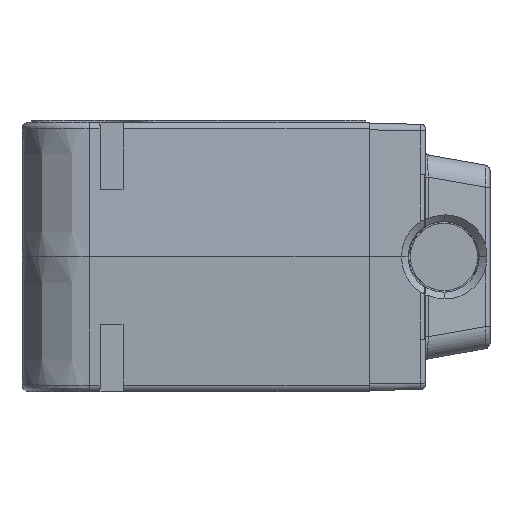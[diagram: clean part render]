
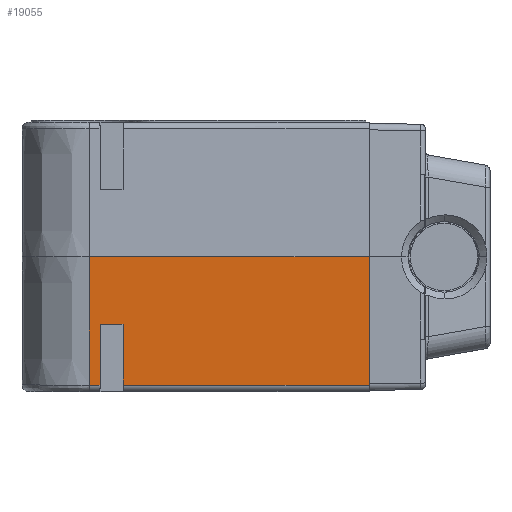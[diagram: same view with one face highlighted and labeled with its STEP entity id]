
A CAD part, left-side view. The second image highlights one B-rep face of the part: STEP entity #19055.
In plain terms, the highlighted planar face has unit normal (-0.999, 0, -0.035).
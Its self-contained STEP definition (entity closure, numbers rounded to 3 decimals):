
#270=DIRECTION('',(-0.035,0.,0.999));
#271=VECTOR('',#270,0.05);
#272=CARTESIAN_POINT('',(0.199,0.,-5.71));
#273=LINE('',#272,#271);
#335=DIRECTION('',(0.035,0.,-0.999));
#336=VECTOR('',#335,5.664);
#337=CARTESIAN_POINT('',(0.,0.,0.));
#338=LINE('',#337,#336);
#339=DIRECTION('',(0.,1.,0.));
#340=VECTOR('',#339,10.946);
#341=CARTESIAN_POINT('',(0.199,0.,-5.71));
#342=LINE('',#341,#340);
#343=DIRECTION('',(-0.035,0.009,0.999));
#344=VECTOR('',#343,2.712);
#345=CARTESIAN_POINT('',(0.199,10.946,-5.71));
#346=LINE('',#345,#344);
#347=DIRECTION('',(0.,1.,0.));
#348=VECTOR('',#347,1.);
#349=CARTESIAN_POINT('',(0.105,10.97,-3.));
#350=LINE('',#349,#348);
#351=DIRECTION('',(-0.035,-0.009,0.999));
#352=VECTOR('',#351,2.712);
#353=CARTESIAN_POINT('',(0.199,11.994,-5.71));
#354=LINE('',#353,#352);
#355=DIRECTION('',(0.,1.,0.));
#356=VECTOR('',#355,0.476);
#357=CARTESIAN_POINT('',(0.199,11.994,-5.71));
#358=LINE('',#357,#356);
#359=DIRECTION('',(0.035,0.,-0.999));
#360=VECTOR('',#359,5.714);
#361=CARTESIAN_POINT('',(0.,12.47,0.));
#362=LINE('',#361,#360);
#371=CARTESIAN_POINT('',(0.199,10.946,-5.71));
#385=CARTESIAN_POINT('',(0.199,11.994,-5.71));
#648=DIRECTION('',(0.,-1.,0.));
#649=VECTOR('',#648,12.47);
#650=CARTESIAN_POINT('',(0.,12.47,0.));
#651=LINE('',#650,#649);
#3339=CARTESIAN_POINT('',(0.,12.47,0.));
#17897=CARTESIAN_POINT('',(0.105,10.97,-3.));
#17898=CARTESIAN_POINT('',(0.105,11.97,-3.));
#17899=VERTEX_POINT('',#17897);
#17900=VERTEX_POINT('',#17898);
#17907=VERTEX_POINT('',#385);
#17911=CARTESIAN_POINT('',(0.199,12.47,-5.71));
#17912=VERTEX_POINT('',#17911);
#17917=VERTEX_POINT('',#3339);
#17925=VERTEX_POINT('',#371);
#17926=CARTESIAN_POINT('',(0.199,0.,-5.71));
#17927=VERTEX_POINT('',#17926);
#18596=CARTESIAN_POINT('',(0.,0.,0.));
#18598=VERTEX_POINT('',#18596);
#18599=CARTESIAN_POINT('',(0.198,0.,-5.661));
#18600=VERTEX_POINT('',#18599);
#19032=CARTESIAN_POINT('',(0.,15.47,0.));
#19033=DIRECTION('',(-0.999,0.,-0.035));
#19034=DIRECTION('',(0.,-1.,0.));
#19035=AXIS2_PLACEMENT_3D('',#19032,#19033,#19034);
#19036=PLANE('',#19035);
#19037=ORIENTED_EDGE('',*,*,#19016,.T.);
#19038=ORIENTED_EDGE('',*,*,#18976,.F.);
#19040=ORIENTED_EDGE('',*,*,#19039,.T.);
#19042=ORIENTED_EDGE('',*,*,#19041,.T.);
#19044=ORIENTED_EDGE('',*,*,#19043,.T.);
#19046=ORIENTED_EDGE('',*,*,#19045,.F.);
#19048=ORIENTED_EDGE('',*,*,#19047,.T.);
#19050=ORIENTED_EDGE('',*,*,#19049,.F.);
#19052=ORIENTED_EDGE('',*,*,#19051,.T.);
#19053=EDGE_LOOP('',(#19037,#19038,#19040,#19042,#19044,#19046,#19048,#19050,
#19052));
#19054=FACE_OUTER_BOUND('',#19053,.F.);
#19055=ADVANCED_FACE('',(#19054),#19036,.T.);
#18976=EDGE_CURVE('',#17927,#18600,#273,.T.);
#19016=EDGE_CURVE('',#18598,#18600,#338,.T.);
#19039=EDGE_CURVE('',#17927,#17925,#342,.T.);
#19041=EDGE_CURVE('',#17925,#17899,#346,.T.);
#19043=EDGE_CURVE('',#17899,#17900,#350,.T.);
#19045=EDGE_CURVE('',#17907,#17900,#354,.T.);
#19047=EDGE_CURVE('',#17907,#17912,#358,.T.);
#19049=EDGE_CURVE('',#17917,#17912,#362,.T.);
#19051=EDGE_CURVE('',#17917,#18598,#651,.T.);
